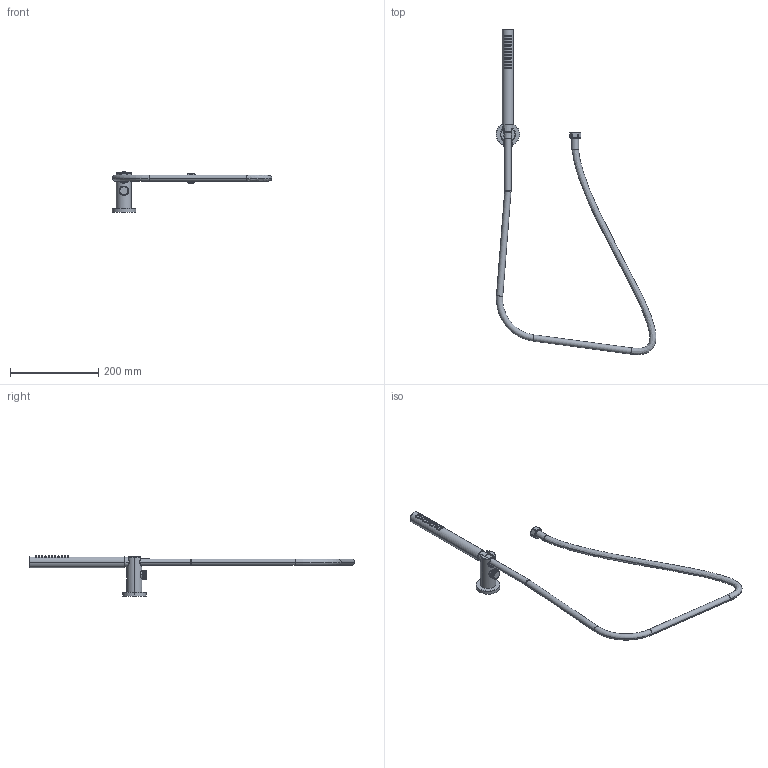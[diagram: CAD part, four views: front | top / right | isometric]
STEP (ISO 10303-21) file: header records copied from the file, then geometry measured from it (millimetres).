
FILE_DESCRIPTION((''),'2;1');
FILE_NAME('280R','2020-12-11T09:39:22',('jinson.thomas'),(''),'CREO PARAMETRIC BY PTC INC, 2018400','CREO PARAMETRIC BY PTC INC, 2018400','');
FILE_SCHEMA(('CONFIG_CONTROL_DESIGN'));
Products named in the file (1): 280R
Bounding box: 362.37 x 736.86 x 90.99 mm (x, y, z)
Volume: 413869 mm3; surface area: 95587.9 mm2
Topology: 2 solids, 2 shells, 651 faces, 1390 edges, 846 vertices
Faces by surface type: bspline 452, cylinder 130, plane 28, torus 24, cone 9, sphere 8
Entity records: 60627 total; most frequent: CARTESIAN_POINT 49394, ORIENTED_EDGE 2780, EDGE_CURVE 1390, DIRECTION 1250, VERTEX_POINT 846, B_SPLINE_CURVE_WITH_KNOTS 778, EDGE_LOOP 754, FACE_OUTER_BOUND 651
